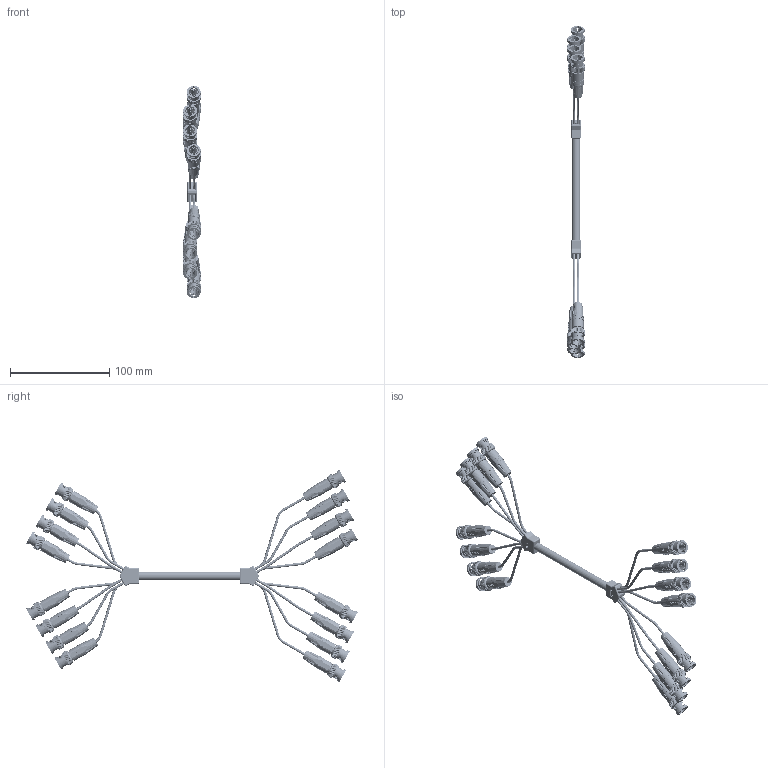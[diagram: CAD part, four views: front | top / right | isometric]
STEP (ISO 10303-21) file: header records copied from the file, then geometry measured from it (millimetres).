
FILE_DESCRIPTION (( 'STEP AP203' ), '1' );
FILE_NAME ('CTL8B-5.STEP', '2006-07-20T16:26:51', ( 'L-COM' ), ( 'L-COM' ), 'SwSTEP 2.0', 'SolidWorks 2006004', '' );
FILE_SCHEMA (( 'CONFIG_CONTROL_DESIGN' ));
Products named in the file (5): 3AB03-006; BAC032_with flange; MTN-019; CTL8B-5
Assembly tree (19 placements, depth 3):
  CTL8B-5
    3AB03-006  x16
      BAC032_with flange
      MTN-019
    CTL8B-5
Bounding box: 18.03 x 334.25 x 213.91 mm (x, y, z)
Volume: 76902.4 mm3; surface area: 75693.1 mm2
Topology: 33 solids, 33 shells, 8656 faces, 23636 edges, 15344 vertices
Faces by surface type: plane 4014, cylinder 3036, bspline 870, torus 552, sphere 152, cone 32
Entity records: 41476 total; most frequent: CARTESIAN_POINT 15898, DIRECTION 5183, ORIENTED_EDGE 5148, EDGE_CURVE 2574, AXIS2_PLACEMENT_3D 1924, VERTEX_POINT 1615, VECTOR 1335, LINE 1335
